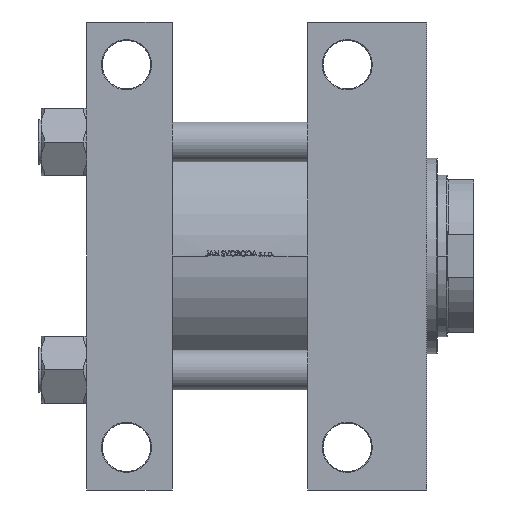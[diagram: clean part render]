
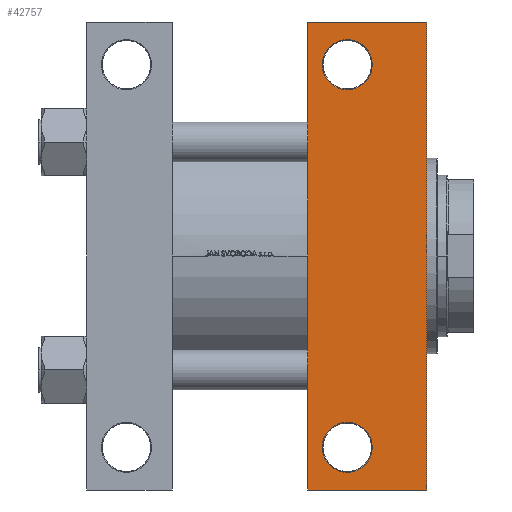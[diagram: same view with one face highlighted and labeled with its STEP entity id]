
A CAD part, front view. The second image highlights one B-rep face of the part: STEP entity #42757.
In plain terms, the highlighted face is planar.
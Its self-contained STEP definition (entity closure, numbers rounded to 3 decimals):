
#172 = LINE ( 'NONE', #43486, #27535 ) ;
#1133 = AXIS2_PLACEMENT_3D ( 'NONE', #29744, #15463, #42598 ) ;
#1244 = CARTESIAN_POINT ( 'NONE',  ( 177., 130., -102.5 ) ) ;
#1919 = ORIENTED_EDGE ( 'NONE', *, *, #4254, .T. ) ;
#1990 = DIRECTION ( 'NONE',  ( -1., 0., 0. ) ) ;
#2508 = DIRECTION ( 'NONE',  ( 0., -1., 0. ) ) ;
#2645 = VERTEX_POINT ( 'NONE', #9743 ) ;
#2862 = CARTESIAN_POINT ( 'NONE',  ( 194., 130., -102.5 ) ) ;
#4254 = EDGE_CURVE ( 'NONE', #48574, #2645, #13403, .T. ) ;
#4454 = ORIENTED_EDGE ( 'NONE', *, *, #9883, .T. ) ;
#4466 = VERTEX_POINT ( 'NONE', #24270 ) ;
#5083 = EDGE_LOOP ( 'NONE', ( #11064, #39886, #1919, #26246 ) ) ;
#5437 = AXIS2_PLACEMENT_3D ( 'NONE', #27198, #42664, #15767 ) ;
#6871 = CARTESIAN_POINT ( 'NONE',  ( 160., -130., -102.5 ) ) ;
#7671 = FACE_BOUND ( 'NONE', #24340, .T. ) ;
#8069 = VERTEX_POINT ( 'NONE', #6871 ) ;
#8553 = ORIENTED_EDGE ( 'NONE', *, *, #32268, .T. ) ;
#9572 = CARTESIAN_POINT ( 'NONE',  ( 150., -159., -102.5 ) ) ;
#9743 = CARTESIAN_POINT ( 'NONE',  ( 231., -159., -102.5 ) ) ;
#9883 = EDGE_CURVE ( 'NONE', #4466, #47403, #48747, .T. ) ;
#11064 = ORIENTED_EDGE ( 'NONE', *, *, #14336, .F. ) ;
#11071 = VECTOR ( 'NONE', #1990, 1000. ) ;
#13403 = LINE ( 'NONE', #41051, #47025 ) ;
#14024 = FACE_BOUND ( 'NONE', #42187, .T. ) ;
#14336 = EDGE_CURVE ( 'NONE', #18367, #34131, #172, .T. ) ;
#15463 = DIRECTION ( 'NONE',  ( 0., 0., 1. ) ) ;
#15767 = DIRECTION ( 'NONE',  ( 0., 1., 0. ) ) ;
#16375 = VECTOR ( 'NONE', #29390, 1000. ) ;
#16694 = DIRECTION ( 'NONE',  ( 0., 0., 1. ) ) ;
#16704 = CIRCLE ( 'NONE', #19985, 17. ) ;
#18367 = VERTEX_POINT ( 'NONE', #28084 ) ;
#18764 = DIRECTION ( 'NONE',  ( 0., 0., 1. ) ) ;
#19679 = DIRECTION ( 'NONE',  ( 0., -1., 0. ) ) ;
#19814 = EDGE_CURVE ( 'NONE', #18367, #48574, #32686, .T. ) ;
#19985 = AXIS2_PLACEMENT_3D ( 'NONE', #24986, #47592, #48083 ) ;
#20189 = ORIENTED_EDGE ( 'NONE', *, *, #27139, .T. ) ;
#21113 = CARTESIAN_POINT ( 'NONE',  ( 193.999, -130., -102.5 ) ) ;
#21764 = LINE ( 'NONE', #9572, #11071 ) ;
#23141 = AXIS2_PLACEMENT_3D ( 'NONE', #42095, #18764, #30191 ) ;
#23389 = PLANE ( 'NONE',  #5437 ) ;
#23781 = CARTESIAN_POINT ( 'NONE',  ( 231., 159., -102.5 ) ) ;
#24210 = VERTEX_POINT ( 'NONE', #21113 ) ;
#24270 = CARTESIAN_POINT ( 'NONE',  ( 160., 130., -102.5 ) ) ;
#24340 = EDGE_LOOP ( 'NONE', ( #20189, #8553 ) ) ;
#24986 = CARTESIAN_POINT ( 'NONE',  ( 177., 130., -102.5 ) ) ;
#25071 = CARTESIAN_POINT ( 'NONE',  ( 150., -159., -102.5 ) ) ;
#26246 = ORIENTED_EDGE ( 'NONE', *, *, #37944, .T. ) ;
#27139 = EDGE_CURVE ( 'NONE', #8069, #24210, #35960, .T. ) ;
#27198 = CARTESIAN_POINT ( 'NONE',  ( 231., 102.5, -102.5 ) ) ;
#27535 = VECTOR ( 'NONE', #19679, 1000. ) ;
#28084 = CARTESIAN_POINT ( 'NONE',  ( 150., 159., -102.5 ) ) ;
#29390 = DIRECTION ( 'NONE',  ( 1., 0., 0. ) ) ;
#29744 = CARTESIAN_POINT ( 'NONE',  ( 177., -130., -102.5 ) ) ;
#30191 = DIRECTION ( 'NONE',  ( 0., 1., 0. ) ) ;
#32268 = EDGE_CURVE ( 'NONE', #24210, #8069, #44996, .T. ) ;
#32686 = LINE ( 'NONE', #37233, #16375 ) ;
#34131 = VERTEX_POINT ( 'NONE', #25071 ) ;
#35960 = CIRCLE ( 'NONE', #1133, 17. ) ;
#36149 = ORIENTED_EDGE ( 'NONE', *, *, #37131, .T. ) ;
#37131 = EDGE_CURVE ( 'NONE', #47403, #4466, #16704, .T. ) ;
#37233 = CARTESIAN_POINT ( 'NONE',  ( 150., 159., -102.5 ) ) ;
#37944 = EDGE_CURVE ( 'NONE', #2645, #34131, #21764, .T. ) ;
#39886 = ORIENTED_EDGE ( 'NONE', *, *, #19814, .T. ) ;
#41051 = CARTESIAN_POINT ( 'NONE',  ( 231., 102.5, -102.5 ) ) ;
#42095 = CARTESIAN_POINT ( 'NONE',  ( 177., -130., -102.5 ) ) ;
#42187 = EDGE_LOOP ( 'NONE', ( #4454, #36149 ) ) ;
#42598 = DIRECTION ( 'NONE',  ( 0., 1., 0. ) ) ;
#42664 = DIRECTION ( 'NONE',  ( 0., 0., -1. ) ) ;
#42757 = ADVANCED_FACE ( 'NONE', ( #14024, #7671, #45978 ), #23389, .T. ) ;
#43486 = CARTESIAN_POINT ( 'NONE',  ( 150., 102.5, -102.5 ) ) ;
#43833 = DIRECTION ( 'NONE',  ( 0., 1., 0. ) ) ;
#43849 = AXIS2_PLACEMENT_3D ( 'NONE', #1244, #16694, #43833 ) ;
#44996 = CIRCLE ( 'NONE', #23141, 17. ) ;
#45978 = FACE_OUTER_BOUND ( 'NONE', #5083, .T. ) ;
#47025 = VECTOR ( 'NONE', #2508, 1000. ) ;
#47403 = VERTEX_POINT ( 'NONE', #2862 ) ;
#47592 = DIRECTION ( 'NONE',  ( 0., 0., 1. ) ) ;
#48083 = DIRECTION ( 'NONE',  ( 0., 1., 0. ) ) ;
#48574 = VERTEX_POINT ( 'NONE', #23781 ) ;
#48747 = CIRCLE ( 'NONE', #43849, 17. ) ;
